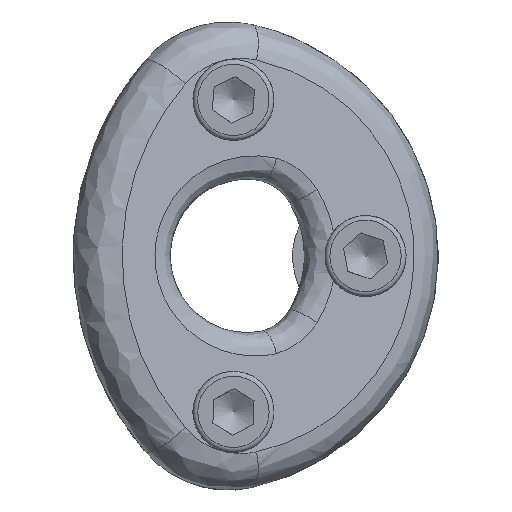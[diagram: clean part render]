
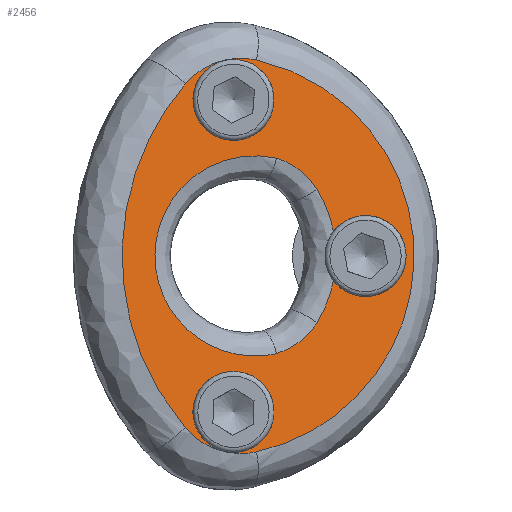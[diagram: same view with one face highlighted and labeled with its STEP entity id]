
A CAD part, top view. The second image highlights one B-rep face of the part: STEP entity #2456.
In plain terms, the highlighted planar face has unit normal (0.342, 0, 0.94).
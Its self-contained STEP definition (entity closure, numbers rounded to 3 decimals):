
#142=FACE_BOUND('',#701,.T.);
#143=FACE_BOUND('',#702,.T.);
#144=FACE_BOUND('',#703,.T.);
#185=ELLIPSE('',#2577,5.321,5.);
#186=ELLIPSE('',#2604,5.321,5.);
#187=ELLIPSE('',#2609,5.321,5.);
#188=ELLIPSE('',#2643,5.321,5.);
#189=ELLIPSE('',#2644,5.321,5.);
#190=ELLIPSE('',#2664,5.321,5.);
#195=ELLIPSE('',#2708,9.578,9.);
#196=ELLIPSE('',#2709,26.338,24.75);
#197=ELLIPSE('',#2710,9.578,9.);
#198=ELLIPSE('',#2711,34.865,32.763);
#199=ELLIPSE('',#2712,16.654,15.65);
#200=ELLIPSE('',#2713,9.471,8.9);
#201=ELLIPSE('',#2714,13.143,12.35);
#202=ELLIPSE('',#2715,9.471,8.9);
#203=ELLIPSE('',#2716,16.654,15.65);
#204=ELLIPSE('',#2717,5.321,5.);
#537=FACE_OUTER_BOUND('',#700,.T.);
#700=EDGE_LOOP('',(#1902,#1903,#1904,#1905));
#701=EDGE_LOOP('',(#1906,#1907,#1908,#1909,#1910,#1911,#1912,#1913));
#702=EDGE_LOOP('',(#1914,#1915));
#703=EDGE_LOOP('',(#1916,#1917));
#953=VERTEX_POINT('',#3600);
#954=VERTEX_POINT('',#3601);
#980=VERTEX_POINT('',#3697);
#981=VERTEX_POINT('',#3698);
#1009=VERTEX_POINT('',#3797);
#1010=VERTEX_POINT('',#3799);
#1017=VERTEX_POINT('',#3837);
#1018=VERTEX_POINT('',#3838);
#1089=VERTEX_POINT('',#4803);
#1090=VERTEX_POINT('',#4804);
#1091=VERTEX_POINT('',#4806);
#1092=VERTEX_POINT('',#4808);
#1093=VERTEX_POINT('',#4811);
#1094=VERTEX_POINT('',#4813);
#1095=VERTEX_POINT('',#4815);
#1096=VERTEX_POINT('',#4817);
#1204=EDGE_CURVE('',#953,#954,#185,.T.);
#1240=EDGE_CURVE('',#954,#953,#186,.T.);
#1244=EDGE_CURVE('',#980,#981,#187,.T.);
#1285=EDGE_CURVE('',#1009,#980,#188,.T.);
#1287=EDGE_CURVE('',#981,#1010,#189,.T.);
#1309=EDGE_CURVE('',#1017,#1018,#190,.T.);
#1392=EDGE_CURVE('',#1089,#1090,#195,.T.);
#1393=EDGE_CURVE('',#1091,#1089,#196,.T.);
#1394=EDGE_CURVE('',#1092,#1091,#197,.T.);
#1395=EDGE_CURVE('',#1090,#1092,#198,.T.);
#1396=EDGE_CURVE('',#1093,#1010,#199,.T.);
#1397=EDGE_CURVE('',#1094,#1093,#200,.T.);
#1398=EDGE_CURVE('',#1095,#1094,#201,.T.);
#1399=EDGE_CURVE('',#1096,#1095,#202,.T.);
#1400=EDGE_CURVE('',#1009,#1096,#203,.T.);
#1401=EDGE_CURVE('',#1018,#1017,#204,.T.);
#1902=ORIENTED_EDGE('',*,*,#1392,.F.);
#1903=ORIENTED_EDGE('',*,*,#1393,.F.);
#1904=ORIENTED_EDGE('',*,*,#1394,.F.);
#1905=ORIENTED_EDGE('',*,*,#1395,.F.);
#1906=ORIENTED_EDGE('',*,*,#1285,.T.);
#1907=ORIENTED_EDGE('',*,*,#1244,.T.);
#1908=ORIENTED_EDGE('',*,*,#1287,.T.);
#1909=ORIENTED_EDGE('',*,*,#1396,.F.);
#1910=ORIENTED_EDGE('',*,*,#1397,.F.);
#1911=ORIENTED_EDGE('',*,*,#1398,.F.);
#1912=ORIENTED_EDGE('',*,*,#1399,.F.);
#1913=ORIENTED_EDGE('',*,*,#1400,.F.);
#1914=ORIENTED_EDGE('',*,*,#1309,.F.);
#1915=ORIENTED_EDGE('',*,*,#1401,.F.);
#1916=ORIENTED_EDGE('',*,*,#1204,.T.);
#1917=ORIENTED_EDGE('',*,*,#1240,.T.);
#2346=PLANE('',#2707);
#2456=ADVANCED_FACE('',(#537,#142,#143,#144),#2346,.F.);
#2577=AXIS2_PLACEMENT_3D('',#3602,#2896,#2897);
#2604=AXIS2_PLACEMENT_3D('',#3689,#2966,#2967);
#2609=AXIS2_PLACEMENT_3D('',#3699,#2977,#2978);
#2643=AXIS2_PLACEMENT_3D('',#3798,#3061,#3062);
#2644=AXIS2_PLACEMENT_3D('',#3816,#3063,#3064);
#2664=AXIS2_PLACEMENT_3D('',#3862,#3112,#3113);
#2707=AXIS2_PLACEMENT_3D('',#4802,#3211,#3212);
#2708=AXIS2_PLACEMENT_3D('',#4805,#3213,#3214);
#2709=AXIS2_PLACEMENT_3D('',#4807,#3215,#3216);
#2710=AXIS2_PLACEMENT_3D('',#4809,#3217,#3218);
#2711=AXIS2_PLACEMENT_3D('',#4810,#3219,#3220);
#2712=AXIS2_PLACEMENT_3D('',#4812,#3221,#3222);
#2713=AXIS2_PLACEMENT_3D('',#4814,#3223,#3224);
#2714=AXIS2_PLACEMENT_3D('',#4816,#3225,#3226);
#2715=AXIS2_PLACEMENT_3D('',#4818,#3227,#3228);
#2716=AXIS2_PLACEMENT_3D('',#4819,#3229,#3230);
#2717=AXIS2_PLACEMENT_3D('',#4820,#3231,#3232);
#2896=DIRECTION('center_axis',(-0.342,0.,
-0.94));
#2897=DIRECTION('ref_axis',(-0.94,0.,0.342));
#2966=DIRECTION('center_axis',(-0.342,0.,
-0.94));
#2967=DIRECTION('ref_axis',(-0.94,0.,0.342));
#2977=DIRECTION('center_axis',(-0.342,0.,
-0.94));
#2978=DIRECTION('ref_axis',(-0.94,0.,0.342));
#3061=DIRECTION('center_axis',(-0.342,0.,
-0.94));
#3062=DIRECTION('ref_axis',(-0.94,0.,0.342));
#3063=DIRECTION('center_axis',(-0.342,0.,
-0.94));
#3064=DIRECTION('ref_axis',(-0.94,0.,0.342));
#3112=DIRECTION('center_axis',(0.342,0.,0.94));
#3113=DIRECTION('ref_axis',(-0.94,0.,0.342));
#3211=DIRECTION('center_axis',(-0.342,0.,
-0.94));
#3212=DIRECTION('ref_axis',(0.94,0.,-0.342));
#3213=DIRECTION('center_axis',(-0.342,0.,
-0.94));
#3214=DIRECTION('ref_axis',(-0.94,0.,0.342));
#3215=DIRECTION('center_axis',(-0.342,0.,
-0.94));
#3216=DIRECTION('ref_axis',(0.94,0.,-0.342));
#3217=DIRECTION('center_axis',(-0.342,0.,
-0.94));
#3218=DIRECTION('ref_axis',(-0.94,0.,0.342));
#3219=DIRECTION('center_axis',(-0.342,0.,
-0.94));
#3220=DIRECTION('ref_axis',(-0.94,0.,0.342));
#3221=DIRECTION('center_axis',(0.342,0.,0.94));
#3222=DIRECTION('ref_axis',(0.94,0.,-0.342));
#3223=DIRECTION('center_axis',(0.342,0.,0.94));
#3224=DIRECTION('ref_axis',(0.94,0.,-0.342));
#3225=DIRECTION('center_axis',(0.342,0.,0.94));
#3226=DIRECTION('ref_axis',(-0.94,0.,0.342));
#3227=DIRECTION('center_axis',(0.342,0.,0.94));
#3228=DIRECTION('ref_axis',(0.94,0.,-0.342));
#3229=DIRECTION('center_axis',(0.342,0.,0.94));
#3230=DIRECTION('ref_axis',(0.94,0.,-0.342));
#3231=DIRECTION('center_axis',(0.342,0.,0.94));
#3232=DIRECTION('ref_axis',(-0.94,0.,0.342));
#3600=CARTESIAN_POINT('',(-9.351,23.625,14.9));
#3601=CARTESIAN_POINT('',(-9.351,14.875,14.9));
#3602=CARTESIAN_POINT('Origin',(-11.772,19.25,15.781));
#3689=CARTESIAN_POINT('Origin',(-11.772,19.25,15.781));
#3697=CARTESIAN_POINT('',(3.013,4.766,10.4));
#3698=CARTESIAN_POINT('',(3.013,-4.766,10.4));
#3699=CARTESIAN_POINT('Origin',(4.525,0.,9.85));
#3797=CARTESIAN_POINT('',(0.569,3.057,11.29));
#3798=CARTESIAN_POINT('Origin',(4.525,0.,9.85));
#3799=CARTESIAN_POINT('',(0.569,-3.057,11.29));
#3816=CARTESIAN_POINT('Origin',(4.525,0.,9.85));
#3837=CARTESIAN_POINT('',(-9.351,-23.625,14.9));
#3838=CARTESIAN_POINT('',(-9.351,-14.875,14.9));
#3862=CARTESIAN_POINT('Origin',(-11.772,-19.25,15.781));
#4802=CARTESIAN_POINT('Origin',(64.237,0.,
-11.884));
#4803=CARTESIAN_POINT('',(-8.93,-24.175,14.747));
#4804=CARTESIAN_POINT('',(-17.718,-21.211,17.945));
#4805=CARTESIAN_POINT('Origin',(-10.858,-15.384,15.449));
#4806=CARTESIAN_POINT('',(-8.93,24.175,14.747));
#4807=CARTESIAN_POINT('Origin',(-14.233,0.,
16.677));
#4808=CARTESIAN_POINT('',(-17.718,21.211,17.945));
#4809=CARTESIAN_POINT('Origin',(-10.858,15.384,15.449));
#4810=CARTESIAN_POINT('Origin',(7.252,0.,8.857));
#4811=CARTESIAN_POINT('',(-1.46,-8.216,12.028));
#4812=CARTESIAN_POINT('Origin',(-14.78,0.,
16.876));
#4813=CARTESIAN_POINT('',(-6.459,-12.063,13.848));
#4814=CARTESIAN_POINT('Origin',(-9.035,-3.544,14.785));
#4815=CARTESIAN_POINT('',(-6.459,12.063,13.848));
#4816=CARTESIAN_POINT('Origin',(-9.108,0.,
14.812));
#4817=CARTESIAN_POINT('',(-1.46,8.216,12.028));
#4818=CARTESIAN_POINT('Origin',(-9.035,3.544,14.785));
#4819=CARTESIAN_POINT('Origin',(-14.78,0.,
16.876));
#4820=CARTESIAN_POINT('Origin',(-11.772,-19.25,15.781));
